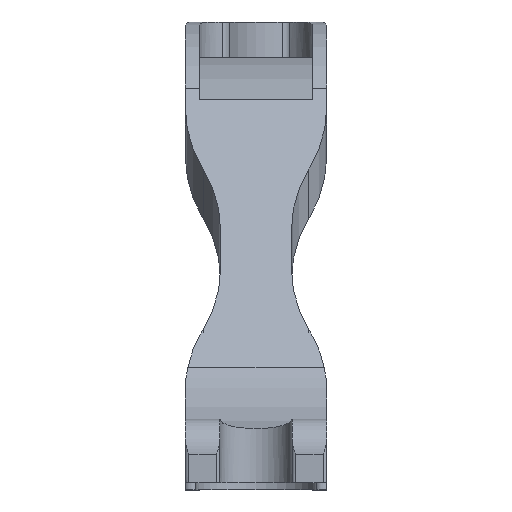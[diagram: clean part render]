
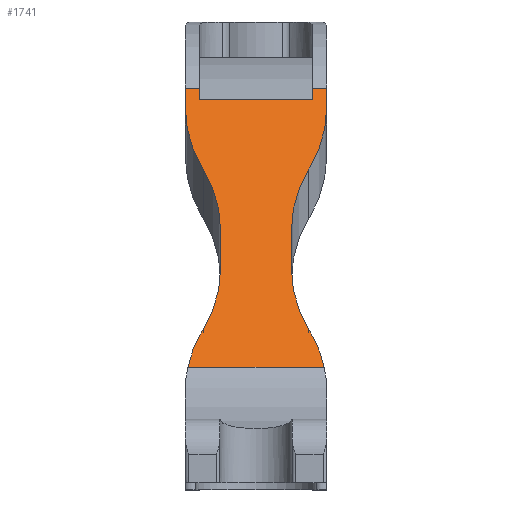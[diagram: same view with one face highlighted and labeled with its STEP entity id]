
A CAD part, top view. The second image highlights one B-rep face of the part: STEP entity #1741.
In plain terms, the highlighted planar face has unit normal (0, 0.687, 0.726).
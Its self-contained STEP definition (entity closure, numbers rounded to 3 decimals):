
#21=ELLIPSE('',#1867,21.968,15.1);
#22=ELLIPSE('',#1876,21.968,15.1);
#24=ELLIPSE('',#1899,21.823,15.);
#26=ELLIPSE('',#1903,21.823,15.);
#28=ELLIPSE('',#1906,21.968,15.1);
#30=ELLIPSE('',#1909,21.968,15.1);
#32=ELLIPSE('',#1912,21.823,15.);
#34=ELLIPSE('',#1916,21.823,15.);
#56=PLANE('',#1924);
#492=ORIENTED_EDGE('',*,*,#929,.T.);
#493=ORIENTED_EDGE('',*,*,#930,.T.);
#494=ORIENTED_EDGE('',*,*,#931,.T.);
#495=ORIENTED_EDGE('',*,*,#932,.F.);
#496=ORIENTED_EDGE('',*,*,#736,.T.);
#497=ORIENTED_EDGE('',*,*,#861,.F.);
#498=ORIENTED_EDGE('',*,*,#910,.F.);
#499=ORIENTED_EDGE('',*,*,#912,.T.);
#500=ORIENTED_EDGE('',*,*,#916,.F.);
#501=ORIENTED_EDGE('',*,*,#918,.T.);
#502=ORIENTED_EDGE('',*,*,#864,.F.);
#503=ORIENTED_EDGE('',*,*,#928,.F.);
#504=ORIENTED_EDGE('',*,*,#850,.F.);
#505=ORIENTED_EDGE('',*,*,#898,.T.);
#506=ORIENTED_EDGE('',*,*,#902,.F.);
#507=ORIENTED_EDGE('',*,*,#904,.T.);
#508=ORIENTED_EDGE('',*,*,#907,.F.);
#509=ORIENTED_EDGE('',*,*,#852,.F.);
#736=EDGE_CURVE('',#1005,#1006,#1178,.T.);
#850=EDGE_CURVE('',#1100,#1098,#21,.T.);
#852=EDGE_CURVE('',#1102,#1103,#1234,.T.);
#861=EDGE_CURVE('',#1105,#1006,#1242,.T.);
#864=EDGE_CURVE('',#1107,#1109,#22,.T.);
#898=EDGE_CURVE('',#1100,#1129,#24,.T.);
#902=EDGE_CURVE('',#1131,#1129,#1260,.T.);
#904=EDGE_CURVE('',#1131,#1133,#26,.T.);
#907=EDGE_CURVE('',#1103,#1133,#28,.T.);
#910=EDGE_CURVE('',#1135,#1105,#30,.T.);
#912=EDGE_CURVE('',#1135,#1137,#32,.T.);
#916=EDGE_CURVE('',#1139,#1137,#1266,.T.);
#918=EDGE_CURVE('',#1139,#1109,#34,.T.);
#928=EDGE_CURVE('',#1098,#1107,#1273,.T.);
#929=EDGE_CURVE('',#1102,#1145,#1274,.T.);
#930=EDGE_CURVE('',#1145,#1146,#1275,.T.);
#931=EDGE_CURVE('',#1146,#1147,#1276,.T.);
#932=EDGE_CURVE('',#1005,#1147,#1277,.T.);
#1005=VERTEX_POINT('',#2554);
#1006=VERTEX_POINT('',#2555);
#1098=VERTEX_POINT('',#2823);
#1100=VERTEX_POINT('',#2828);
#1102=VERTEX_POINT('',#2833);
#1103=VERTEX_POINT('',#2835);
#1105=VERTEX_POINT('',#2853);
#1107=VERTEX_POINT('',#2862);
#1109=VERTEX_POINT('',#2865);
#1129=VERTEX_POINT('',#2953);
#1131=VERTEX_POINT('',#2959);
#1133=VERTEX_POINT('',#2965);
#1135=VERTEX_POINT('',#2974);
#1137=VERTEX_POINT('',#2980);
#1139=VERTEX_POINT('',#2986);
#1145=VERTEX_POINT('',#3021);
#1146=VERTEX_POINT('',#3023);
#1147=VERTEX_POINT('',#3025);
#1178=LINE('',#2553,#1317);
#1234=LINE('',#2834,#1373);
#1242=LINE('',#2855,#1381);
#1260=LINE('',#2961,#1399);
#1266=LINE('',#2988,#1405);
#1273=LINE('',#3018,#1412);
#1274=LINE('',#3020,#1413);
#1275=LINE('',#3022,#1414);
#1276=LINE('',#3024,#1415);
#1277=LINE('',#3026,#1416);
#1317=VECTOR('',#2014,1000.);
#1373=VECTOR('',#2204,1000.);
#1381=VECTOR('',#2222,1000.);
#1399=VECTOR('',#2294,1000.);
#1405=VECTOR('',#2326,1000.);
#1412=VECTOR('',#2351,1000.);
#1413=VECTOR('',#2354,1000.);
#1414=VECTOR('',#2355,1000.);
#1415=VECTOR('',#2356,1000.);
#1416=VECTOR('',#2357,1000.);
#1502=EDGE_LOOP('',(#492,#493,#494,#495,#496,#497,#498,#499,#500,#501,#502,
#503,#504,#505,#506,#507,#508,#509));
#1594=FACE_BOUND('',#1502,.T.);
#1741=ADVANCED_FACE('',(#1594),#56,.F.);
#1867=AXIS2_PLACEMENT_3D('',#2829,#2198,#2199);
#1876=AXIS2_PLACEMENT_3D('',#2864,#2226,#2227);
#1899=AXIS2_PLACEMENT_3D('',#2952,#2286,#2287);
#1903=AXIS2_PLACEMENT_3D('',#2964,#2298,#2299);
#1906=AXIS2_PLACEMENT_3D('',#2970,#2305,#2306);
#1909=AXIS2_PLACEMENT_3D('',#2976,#2312,#2313);
#1912=AXIS2_PLACEMENT_3D('',#2979,#2318,#2319);
#1916=AXIS2_PLACEMENT_3D('',#2991,#2330,#2331);
#1924=AXIS2_PLACEMENT_3D('',#3019,#2352,#2353);
#2014=DIRECTION('',(-1.,0.,0.));
#2198=DIRECTION('',(0.,-0.687,-0.726));
#2199=DIRECTION('',(0.,-0.726,0.687));
#2204=DIRECTION('',(0.,-0.726,0.687));
#2222=DIRECTION('',(0.,0.726,-0.687));
#2226=DIRECTION('',(0.,-0.687,-0.726));
#2227=DIRECTION('',(0.,-0.726,0.687));
#2286=DIRECTION('',(0.,-0.687,-0.726));
#2287=DIRECTION('',(0.,-0.726,0.687));
#2294=DIRECTION('',(0.,-0.726,0.687));
#2298=DIRECTION('',(0.,-0.687,-0.726));
#2299=DIRECTION('',(0.,-0.726,0.687));
#2305=DIRECTION('',(0.,-0.687,-0.726));
#2306=DIRECTION('',(0.,-0.726,0.687));
#2312=DIRECTION('',(0.,-0.687,-0.726));
#2313=DIRECTION('',(0.,-0.726,0.687));
#2318=DIRECTION('',(0.,-0.687,-0.726));
#2319=DIRECTION('',(0.,-0.726,0.687));
#2326=DIRECTION('',(0.,0.726,-0.687));
#2330=DIRECTION('',(0.,-0.687,-0.726));
#2331=DIRECTION('',(0.,-0.726,0.687));
#2351=DIRECTION('',(-1.,0.,0.));
#2352=DIRECTION('',(0.,-0.687,-0.726));
#2353=DIRECTION('',(0.,0.726,-0.687));
#2354=DIRECTION('',(-1.,0.,0.));
#2355=DIRECTION('',(0.,-0.726,0.687));
#2356=DIRECTION('',(-1.,0.,0.));
#2357=DIRECTION('',(0.,-0.726,0.687));
#2553=CARTESIAN_POINT('',(20.,56.921,-21.611));
#2554=CARTESIAN_POINT('',(-8.,56.921,-21.611));
#2555=CARTESIAN_POINT('',(-10.,56.921,-21.611));
#2823=CARTESIAN_POINT('',(9.637,17.379,15.811));
#2828=CARTESIAN_POINT('',(7.492,22.71,10.766));
#2829=CARTESIAN_POINT('',(-5.1,13.903,19.1));
#2833=CARTESIAN_POINT('',(10.,56.921,-21.611));
#2834=CARTESIAN_POINT('',(10.,60.615,-25.107));
#2835=CARTESIAN_POINT('',(10.,54.268,-19.1));
#2853=CARTESIAN_POINT('',(-10.,54.268,-19.1));
#2855=CARTESIAN_POINT('',(-10.,70.101,-34.084));
#2862=CARTESIAN_POINT('',(-9.637,17.379,15.811));
#2864=CARTESIAN_POINT('',(5.1,13.903,19.1));
#2865=CARTESIAN_POINT('',(-7.492,22.71,10.766));
#2952=CARTESIAN_POINT('',(20.,31.458,2.487));
#2953=CARTESIAN_POINT('',(5.,31.458,2.487));
#2959=CARTESIAN_POINT('',(5.,36.713,-2.487));
#2961=CARTESIAN_POINT('',(5.,49.838,-14.908));
#2964=CARTESIAN_POINT('',(20.,36.713,-2.487));
#2965=CARTESIAN_POINT('',(7.492,45.462,-10.766));
#2970=CARTESIAN_POINT('',(-5.1,54.268,-19.1));
#2974=CARTESIAN_POINT('',(-7.492,45.462,-10.766));
#2976=CARTESIAN_POINT('',(5.1,54.268,-19.1));
#2979=CARTESIAN_POINT('',(-20.,36.713,-2.487));
#2980=CARTESIAN_POINT('',(-5.,36.713,-2.487));
#2986=CARTESIAN_POINT('',(-5.,31.458,2.487));
#2988=CARTESIAN_POINT('',(-5.,52.321,-17.258));
#2991=CARTESIAN_POINT('',(-20.,31.458,2.487));
#3018=CARTESIAN_POINT('',(20.,17.379,15.811));
#3019=CARTESIAN_POINT('',(20.,56.921,-21.611));
#3020=CARTESIAN_POINT('',(20.,56.921,-21.611));
#3021=CARTESIAN_POINT('',(8.,56.921,-21.611));
#3022=CARTESIAN_POINT('',(8.,56.921,-21.611));
#3023=CARTESIAN_POINT('',(8.,55.339,-20.114));
#3024=CARTESIAN_POINT('',(8.,55.339,-20.114));
#3025=CARTESIAN_POINT('',(-8.,55.339,-20.114));
#3026=CARTESIAN_POINT('',(-8.,56.921,-21.611));
